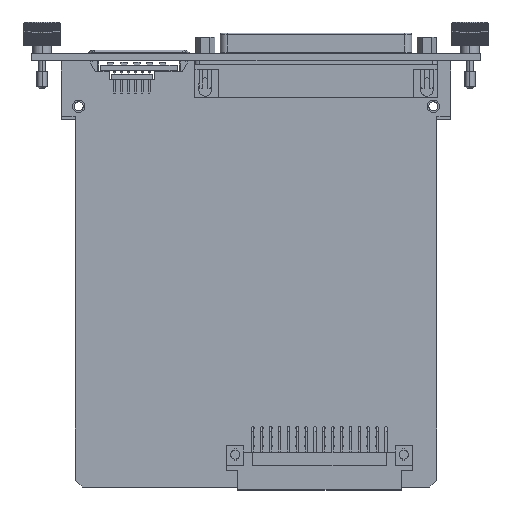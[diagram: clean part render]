
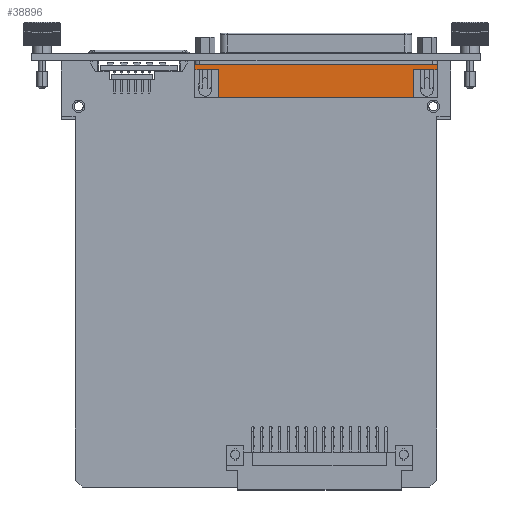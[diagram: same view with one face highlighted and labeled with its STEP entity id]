
A CAD part, top view. The second image highlights one B-rep face of the part: STEP entity #38896.
In plain terms, the highlighted face is planar.
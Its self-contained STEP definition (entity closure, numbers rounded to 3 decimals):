
#510 = CARTESIAN_POINT ( 'NONE',  ( 27.86, 4.275, 7.9 ) ) ;
#662 = ORIENTED_EDGE ( 'NONE', *, *, #33708, .F. ) ;
#675 = CARTESIAN_POINT ( 'NONE',  ( -34.66, 4.275, 7.9 ) ) ;
#688 = VECTOR ( 'NONE', #64077, 1000. ) ;
#914 = LINE ( 'NONE', #56251, #50328 ) ;
#1762 = DIRECTION ( 'NONE',  ( 0., 0., -1. ) ) ;
#2072 = VERTEX_POINT ( 'NONE', #12726 ) ;
#2371 = CARTESIAN_POINT ( 'NONE',  ( 34.66, 4.275, 9.4 ) ) ;
#3029 = LINE ( 'NONE', #8131, #3867 ) ;
#3241 = ORIENTED_EDGE ( 'NONE', *, *, #54059, .T. ) ;
#3867 = VECTOR ( 'NONE', #46354, 1000. ) ;
#5165 = EDGE_CURVE ( 'NONE', #40650, #33854, #43153, .T. ) ;
#7933 = LINE ( 'NONE', #30117, #8284 ) ;
#8131 = CARTESIAN_POINT ( 'NONE',  ( 27.86, 4.275, 0. ) ) ;
#8284 = VECTOR ( 'NONE', #1762, 1000. ) ;
#9010 = ORIENTED_EDGE ( 'NONE', *, *, #55137, .T. ) ;
#10809 = EDGE_CURVE ( 'NONE', #11982, #61506, #69845, .T. ) ;
#11578 = FACE_OUTER_BOUND ( 'NONE', #41639, .T. ) ;
#11624 = EDGE_CURVE ( 'NONE', #33854, #56961, #914, .T. ) ;
#11982 = VERTEX_POINT ( 'NONE', #28753 ) ;
#12726 = CARTESIAN_POINT ( 'NONE',  ( -27.86, 4.275, 7.9 ) ) ;
#13124 = LINE ( 'NONE', #46969, #688 ) ;
#14562 = CARTESIAN_POINT ( 'NONE',  ( -33.41, 4.275, 7.9 ) ) ;
#16202 = DIRECTION ( 'NONE',  ( -1., 0., 0. ) ) ;
#17409 = CARTESIAN_POINT ( 'NONE',  ( 27.86, 4.275, 82.402 ) ) ;
#17747 = PLANE ( 'NONE',  #60348 ) ;
#18040 = VECTOR ( 'NONE', #27615, 1000. ) ;
#19261 = CARTESIAN_POINT ( 'NONE',  ( -34.66, 4.275, 81.749 ) ) ;
#19970 = DIRECTION ( 'NONE',  ( 0., 0., -1. ) ) ;
#22793 = CARTESIAN_POINT ( 'NONE',  ( -27.86, 4.275, 0. ) ) ;
#24159 = VERTEX_POINT ( 'NONE', #22793 ) ;
#26202 = LINE ( 'NONE', #14562, #62365 ) ;
#27615 = DIRECTION ( 'NONE',  ( 0., 0., -1. ) ) ;
#28753 = CARTESIAN_POINT ( 'NONE',  ( -34.66, 4.275, 9.4 ) ) ;
#30117 = CARTESIAN_POINT ( 'NONE',  ( -27.86, 4.275, 82.402 ) ) ;
#31030 = ORIENTED_EDGE ( 'NONE', *, *, #5165, .T. ) ;
#31156 = DIRECTION ( 'NONE',  ( 0., 0., -1. ) ) ;
#33708 = EDGE_CURVE ( 'NONE', #2072, #24159, #7933, .T. ) ;
#33854 = VERTEX_POINT ( 'NONE', #43570 ) ;
#35698 = EDGE_CURVE ( 'NONE', #59620, #24159, #3029, .T. ) ;
#36155 = CARTESIAN_POINT ( 'NONE',  ( 27.86, 4.275, 0. ) ) ;
#37114 = DIRECTION ( 'NONE',  ( -1., 0., 0. ) ) ;
#38399 = CARTESIAN_POINT ( 'NONE',  ( 34.66, 4.275, 81.749 ) ) ;
#38896 = ADVANCED_FACE ( 'NONE', ( #11578 ), #17747, .F. ) ;
#40650 = VERTEX_POINT ( 'NONE', #2371 ) ;
#41639 = EDGE_LOOP ( 'NONE', ( #662, #9010, #57027, #45802, #31030, #49154, #3241, #60100 ) ) ;
#43153 = LINE ( 'NONE', #38399, #49166 ) ;
#43570 = CARTESIAN_POINT ( 'NONE',  ( 34.66, 4.275, 7.9 ) ) ;
#45802 = ORIENTED_EDGE ( 'NONE', *, *, #55003, .T. ) ;
#46354 = DIRECTION ( 'NONE',  ( -1., 0., 0. ) ) ;
#46969 = CARTESIAN_POINT ( 'NONE',  ( 34.66, 4.275, 9.4 ) ) ;
#49154 = ORIENTED_EDGE ( 'NONE', *, *, #11624, .T. ) ;
#49166 = VECTOR ( 'NONE', #31156, 1000. ) ;
#50328 = VECTOR ( 'NONE', #16202, 1000. ) ;
#50547 = DIRECTION ( 'NONE',  ( 1., 0., 0. ) ) ;
#54059 = EDGE_CURVE ( 'NONE', #56961, #59620, #60746, .T. ) ;
#55003 = EDGE_CURVE ( 'NONE', #11982, #40650, #13124, .T. ) ;
#55137 = EDGE_CURVE ( 'NONE', #2072, #61506, #26202, .T. ) ;
#55214 = VECTOR ( 'NONE', #19970, 1000. ) ;
#55993 = DIRECTION ( 'NONE',  ( 0., -1., 0. ) ) ;
#56251 = CARTESIAN_POINT ( 'NONE',  ( 34.66, 4.275, 7.9 ) ) ;
#56961 = VERTEX_POINT ( 'NONE', #510 ) ;
#57027 = ORIENTED_EDGE ( 'NONE', *, *, #10809, .F. ) ;
#59620 = VERTEX_POINT ( 'NONE', #36155 ) ;
#60100 = ORIENTED_EDGE ( 'NONE', *, *, #35698, .T. ) ;
#60348 = AXIS2_PLACEMENT_3D ( 'NONE', #66945, #55993, #50547 ) ;
#60746 = LINE ( 'NONE', #17409, #18040 ) ;
#61506 = VERTEX_POINT ( 'NONE', #675 ) ;
#62365 = VECTOR ( 'NONE', #37114, 1000. ) ;
#64077 = DIRECTION ( 'NONE',  ( 1., 0., 0. ) ) ;
#66945 = CARTESIAN_POINT ( 'NONE',  ( 27.86, 4.275, 82.402 ) ) ;
#69845 = LINE ( 'NONE', #19261, #55214 ) ;
